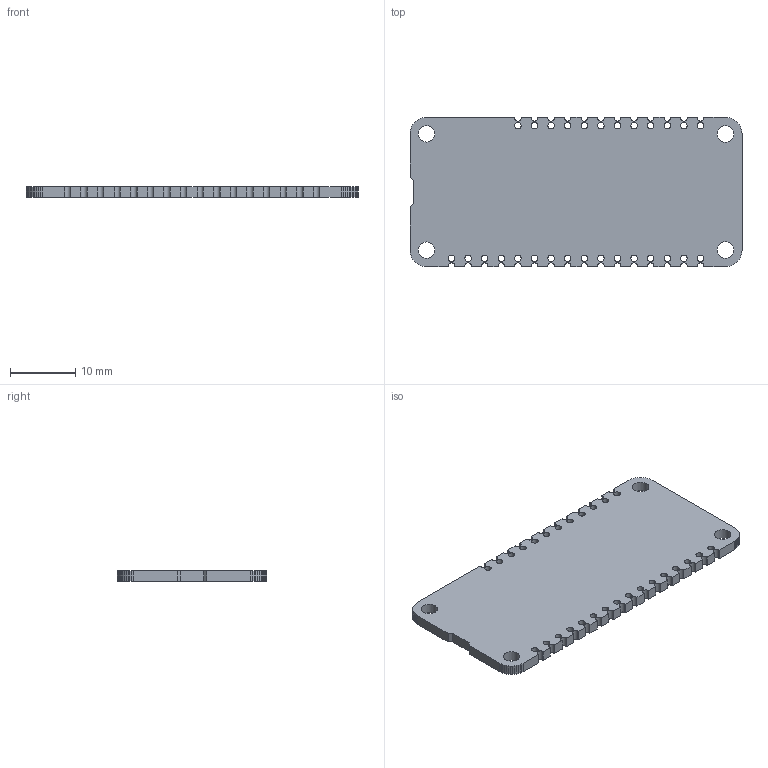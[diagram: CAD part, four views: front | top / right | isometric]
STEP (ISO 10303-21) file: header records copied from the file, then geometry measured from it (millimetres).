
FILE_DESCRIPTION(('KiCad electronic assembly'),'2;1');
FILE_NAME('Screen Castellated Board.step','2023-12-25T00:46:29',( 'Pcbnew'),('Kicad'),'Open CASCADE STEP processor 7.6', 'KiCad to STEP converter','Unknown');
FILE_SCHEMA(('AUTOMOTIVE_DESIGN { 1 0 10303 214 1 1 1 1 }'));
Length unit declared in the file: millimetre
Products named in the file (2): Screen Castellated Board 1; PCB
Assembly tree (1 placements, depth 2):
  Screen Castellated Board 1
    PCB
Bounding box: 50.8 x 22.86 x 1.6 mm (x, y, z)
Volume: 1756.6 mm3; surface area: 2652.3 mm2
Topology: 1 solids, 1 shells, 178 faces, 528 edges, 352 vertices
Faces by surface type: plane 90, cylinder 88
Full cylindrical faces by diameter (mm): 1 x28, 2.5 x2, 2.54 x2
Entity records: 13463 total; most frequent: CARTESIAN_POINT 3284, DIRECTION 1832, LINE 1120, VECTOR 1120, ORIENTED_EDGE 1056, PCURVE 1056, DEFINITIONAL_REPRESENTATION 1056, EDGE_CURVE 528
